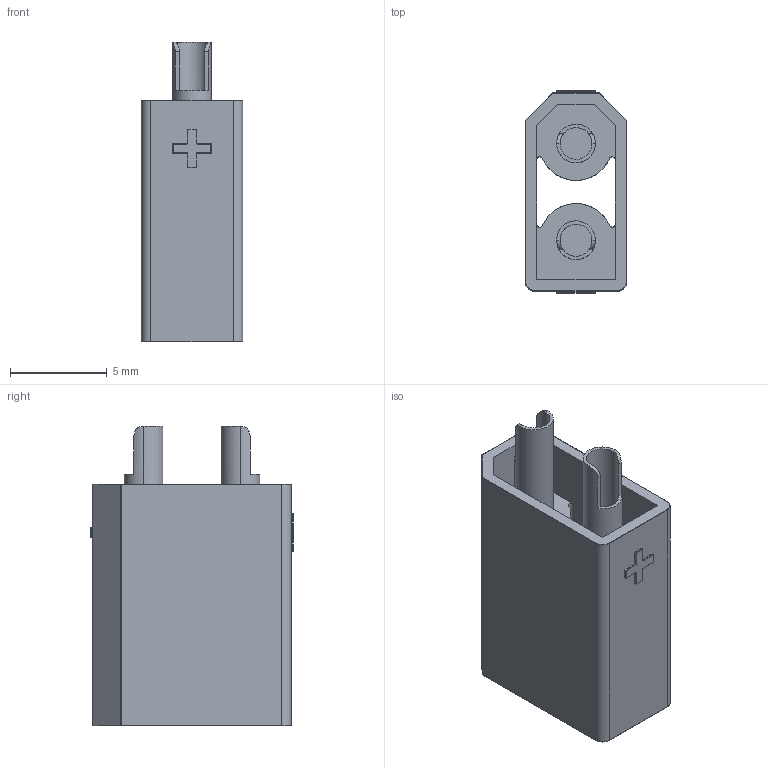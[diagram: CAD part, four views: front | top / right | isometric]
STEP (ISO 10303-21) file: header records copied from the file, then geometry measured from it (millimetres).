
FILE_DESCRIPTION (( 'STEP AP214' ), '1' );
FILE_NAME ('XT30U-M.STEP', '2023-10-18T21:10:25', ( '' ), ( '' ), 'SwSTEP 2.0', 'SolidWorks 2023', '' );
FILE_SCHEMA (( 'AUTOMOTIVE_DESIGN' ));
Length unit declared in the file: millimetre
Products named in the file (1): XT30U-M
Bounding box: 5.25 x 10.45 x 15.5 mm (x, y, z)
Surface area: 1000.6 mm2 (no closed solid volume)
Topology: 0 solids, 5 shells, 194 faces, 494 edges, 284 vertices
Faces by surface type: cylinder 84, plane 56, torus 34, sphere 20
Entity records: 8799 total; most frequent: CARTESIAN_POINT 3273, ORIENTED_EDGE 900, EDGE_CURVE 466, B_SPLINE_CURVE_WITH_KNOTS 466, DIRECTION 390, VERTEX_POINT 284, EDGE_LOOP 202, AXIS2_PLACEMENT_3D 195
